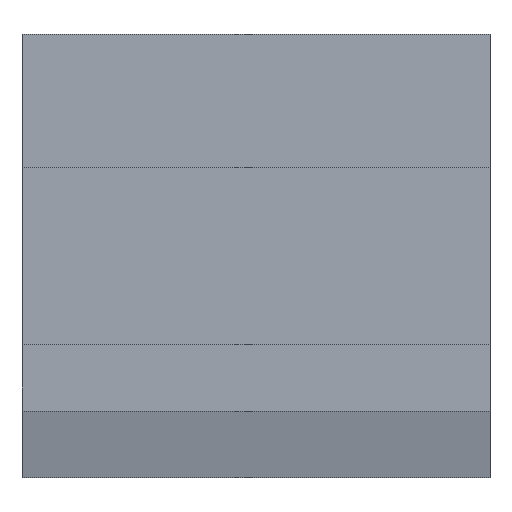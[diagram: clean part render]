
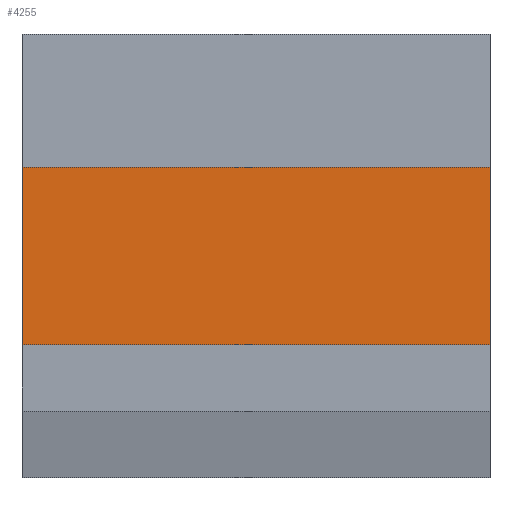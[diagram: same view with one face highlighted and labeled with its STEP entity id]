
A CAD part, front view. The second image highlights one B-rep face of the part: STEP entity #4255.
In plain terms, the highlighted planar face has unit normal (0, -1, 0).
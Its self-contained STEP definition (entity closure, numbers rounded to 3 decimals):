
#174 = VECTOR ( 'NONE', #177, 1000. ) ;
#177 = DIRECTION ( 'NONE',  ( 1., 0., 0. ) ) ;
#653 = CARTESIAN_POINT ( 'NONE',  ( -65.3, 3.144, 113. ) ) ;
#806 = CARTESIAN_POINT ( 'NONE',  ( -65.3, 3.144, 77. ) ) ;
#817 = CARTESIAN_POINT ( 'NONE',  ( 29.7, 3.144, 113. ) ) ;
#1254 = DIRECTION ( 'NONE',  ( 0., 0., 1. ) ) ;
#1316 = LINE ( 'NONE', #653, #7794 ) ;
#1526 = VECTOR ( 'NONE', #1254, 1000. ) ;
#2000 = PLANE ( 'NONE',  #5752 ) ;
#2017 = LINE ( 'NONE', #2659, #174 ) ;
#2129 = LINE ( 'NONE', #7499, #6955 ) ;
#2640 = DIRECTION ( 'NONE',  ( 0., -1., 0. ) ) ;
#2659 = CARTESIAN_POINT ( 'NONE',  ( -65.3, 3.144, 77. ) ) ;
#3230 = DIRECTION ( 'NONE',  ( 1., 0., 0. ) ) ;
#4255 = ADVANCED_FACE ( 'NONE', ( #6039 ), #2000, .T. ) ;
#4504 = EDGE_LOOP ( 'NONE', ( #5191, #5307, #5425, #5590 ) ) ;
#4511 = VERTEX_POINT ( 'NONE', #817 ) ;
#4977 = CARTESIAN_POINT ( 'NONE',  ( 29.7, 3.144, 77. ) ) ;
#5073 = CARTESIAN_POINT ( 'NONE',  ( -65.3, 3.144, 113. ) ) ;
#5129 = DIRECTION ( 'NONE',  ( 0., 0., 1. ) ) ;
#5157 = CARTESIAN_POINT ( 'NONE',  ( 29.7, 3.144, 53. ) ) ;
#5191 = ORIENTED_EDGE ( 'NONE', *, *, #7154, .F. ) ;
#5307 = ORIENTED_EDGE ( 'NONE', *, *, #7279, .T. ) ;
#5425 = ORIENTED_EDGE ( 'NONE', *, *, #7182, .T. ) ;
#5590 = ORIENTED_EDGE ( 'NONE', *, *, #7197, .F. ) ;
#5752 = AXIS2_PLACEMENT_3D ( 'NONE', #6424, #2640, #7057 ) ;
#6039 = FACE_OUTER_BOUND ( 'NONE', #4504, .T. ) ;
#6373 = LINE ( 'NONE', #5157, #1526 ) ;
#6424 = CARTESIAN_POINT ( 'NONE',  ( -65.3, 3.144, 113. ) ) ;
#6808 = VERTEX_POINT ( 'NONE', #806 ) ;
#6955 = VECTOR ( 'NONE', #5129, 1000. ) ;
#7057 = DIRECTION ( 'NONE',  ( 0., 0., -1. ) ) ;
#7150 = VERTEX_POINT ( 'NONE', #5073 ) ;
#7154 = EDGE_CURVE ( 'NONE', #6808, #7150, #2129, .T. ) ;
#7182 = EDGE_CURVE ( 'NONE', #7656, #4511, #6373, .T. ) ;
#7197 = EDGE_CURVE ( 'NONE', #7150, #4511, #1316, .T. ) ;
#7279 = EDGE_CURVE ( 'NONE', #6808, #7656, #2017, .T. ) ;
#7499 = CARTESIAN_POINT ( 'NONE',  ( -65.3, 3.144, 53. ) ) ;
#7656 = VERTEX_POINT ( 'NONE', #4977 ) ;
#7794 = VECTOR ( 'NONE', #3230, 1000. ) ;
